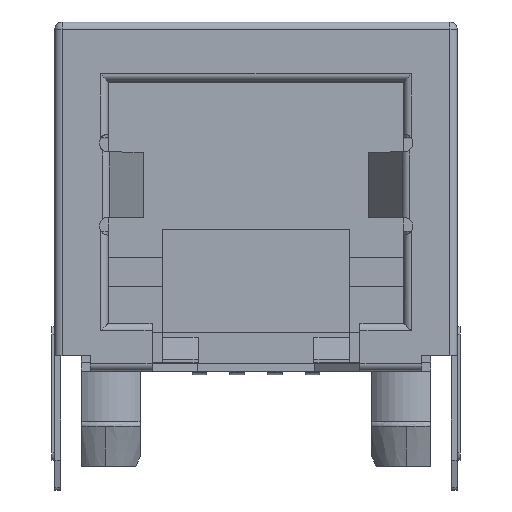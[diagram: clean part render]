
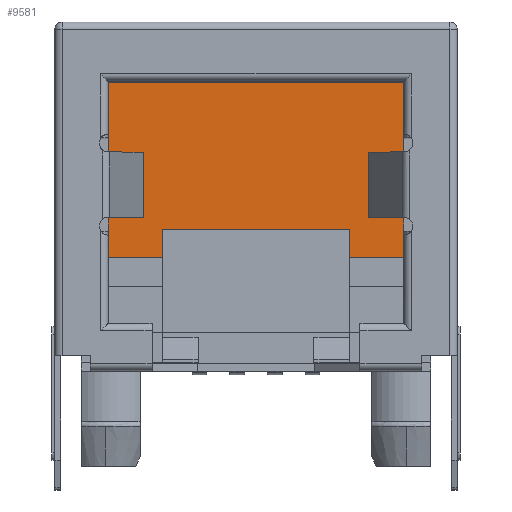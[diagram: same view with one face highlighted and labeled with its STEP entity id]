
A CAD part, top view. The second image highlights one B-rep face of the part: STEP entity #9581.
In plain terms, the highlighted planar face has unit normal (0, 0, 1).
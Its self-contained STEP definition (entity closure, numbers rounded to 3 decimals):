
#256 = CARTESIAN_POINT ( 'NONE',  ( 0., 3.85, -13.15 ) ) ;
#257 = DIRECTION ( 'NONE',  ( -1., 0., 0. ) ) ;
#262 = CARTESIAN_POINT ( 'NONE',  ( 0., 3.85, -13.15 ) ) ;
#263 = CARTESIAN_POINT ( 'NONE',  ( 4.98, 0., -13.15 ) ) ;
#264 = DIRECTION ( 'NONE',  ( 1., 0., 0. ) ) ;
#271 = CARTESIAN_POINT ( 'NONE',  ( -4.98, 0., -13.15 ) ) ;
#273 = DIRECTION ( 'NONE',  ( 0., -1., 0. ) ) ;
#285 = DIRECTION ( 'NONE',  ( 0., -1., 0. ) ) ;
#350 = CARTESIAN_POINT ( 'NONE',  ( -4.98, 0., -13.15 ) ) ;
#356 = CARTESIAN_POINT ( 'NONE',  ( -4.98, 0., -13.15 ) ) ;
#357 = DIRECTION ( 'NONE',  ( 0., -1., 0. ) ) ;
#360 = CARTESIAN_POINT ( 'NONE',  ( 0., 9.75, -13.15 ) ) ;
#361 = DIRECTION ( 'NONE',  ( 1., 0., 0. ) ) ;
#366 = CARTESIAN_POINT ( 'NONE',  ( 4.98, 0., -13.15 ) ) ;
#367 = DIRECTION ( 'NONE',  ( 0., -1., 0. ) ) ;
#372 = CARTESIAN_POINT ( 'NONE',  ( 3.15, 0., -13.15 ) ) ;
#373 = DIRECTION ( 'NONE',  ( 0., 1., 0. ) ) ;
#374 = CARTESIAN_POINT ( 'NONE',  ( 4.98, 0., -13.15 ) ) ;
#376 = DIRECTION ( 'NONE',  ( 0., -1., 0. ) ) ;
#377 = DIRECTION ( 'NONE',  ( 0., -1., 0. ) ) ;
#378 = CARTESIAN_POINT ( 'NONE',  ( -3.15, 0., -13.15 ) ) ;
#379 = DIRECTION ( 'NONE',  ( 0., 1., 0. ) ) ;
#380 = CARTESIAN_POINT ( 'NONE',  ( 0., 4.8, -13.15 ) ) ;
#381 = DIRECTION ( 'NONE',  ( 1., 0., 0. ) ) ;
#2884 = EDGE_LOOP ( 'NONE', ( #10683, #10692, #10689, #10690, #10691, #10688, #10682, #10679, #10680, #10681, #10675, #10674 ) ) ;
#3019 = EDGE_CURVE ( 'NONE', #9204, #9209, #8641, .T. ) ;
#3022 = EDGE_CURVE ( 'NONE', #9203, #9205, #8647, .T. ) ;
#3027 = EDGE_CURVE ( 'NONE', #9315, #9202, #8653, .T. ) ;
#3033 = EDGE_CURVE ( 'NONE', #9314, #9203, #8661, .T. ) ;
#3068 = EDGE_CURVE ( 'NONE', #9191, #9173, #8737, .T. ) ;
#3070 = EDGE_CURVE ( 'NONE', #9191, #9315, #8741, .T. ) ;
#3073 = EDGE_CURVE ( 'NONE', #9187, #9204, #8747, .T. ) ;
#3076 = EDGE_CURVE ( 'NONE', #9209, #9344, #8753, .T. ) ;
#3077 = EDGE_CURVE ( 'NONE', #9202, #9187, #8755, .T. ) ;
#3078 = EDGE_CURVE ( 'NONE', #9173, #9314, #8733, .T. ) ;
#3079 = EDGE_CURVE ( 'NONE', #9205, #9346, #8759, .T. ) ;
#3080 = EDGE_CURVE ( 'NONE', #9346, #9344, #8761, .T. ) ;
#4132 = PLANE ( 'NONE',  #11107 ) ;
#4151 = CARTESIAN_POINT ( 'NONE',  ( 0., 0., -13.15 ) ) ;
#4152 = DIRECTION ( 'NONE',  ( 0., 0., 1. ) ) ;
#4153 = DIRECTION ( 'NONE',  ( 1., 0., 0. ) ) ;
#5966 = CARTESIAN_POINT ( 'NONE',  ( -4.98, 7.85, -13.15 ) ) ;
#5980 = CARTESIAN_POINT ( 'NONE',  ( 4.98, 4.7, -13.15 ) ) ;
#5984 = CARTESIAN_POINT ( 'NONE',  ( -4.98, 9.75, -13.15 ) ) ;
#5995 = CARTESIAN_POINT ( 'NONE',  ( 4.98, 7.85, -13.15 ) ) ;
#5996 = CARTESIAN_POINT ( 'NONE',  ( -4.98, 3.85, -13.15 ) ) ;
#5997 = CARTESIAN_POINT ( 'NONE',  ( 4.98, 3.85, -13.15 ) ) ;
#5998 = CARTESIAN_POINT ( 'NONE',  ( -3.15, 3.85, -13.15 ) ) ;
#6002 = CARTESIAN_POINT ( 'NONE',  ( 3.15, 3.85, -13.15 ) ) ;
#6107 = CARTESIAN_POINT ( 'NONE',  ( -4.98, 4.7, -13.15 ) ) ;
#6108 = CARTESIAN_POINT ( 'NONE',  ( 4.98, 9.75, -13.15 ) ) ;
#6137 = CARTESIAN_POINT ( 'NONE',  ( 3.15, 4.8, -13.15 ) ) ;
#6139 = CARTESIAN_POINT ( 'NONE',  ( -3.15, 4.8, -13.15 ) ) ;
#8641 = LINE ( 'NONE', #256, #8644 ) ;
#8644 = VECTOR ( 'NONE', #257, 1000. ) ;
#8647 = LINE ( 'NONE', #262, #8650 ) ;
#8650 = VECTOR ( 'NONE', #264, 1000. ) ;
#8653 = LINE ( 'NONE', #263, #8660 ) ;
#8660 = VECTOR ( 'NONE', #273, 1000. ) ;
#8661 = LINE ( 'NONE', #271, #8672 ) ;
#8672 = VECTOR ( 'NONE', #285, 1000. ) ;
#8733 = LINE ( 'NONE', #350, #8760 ) ;
#8737 = LINE ( 'NONE', #356, #8740 ) ;
#8740 = VECTOR ( 'NONE', #357, 1000. ) ;
#8741 = LINE ( 'NONE', #360, #8744 ) ;
#8744 = VECTOR ( 'NONE', #361, 1000. ) ;
#8747 = LINE ( 'NONE', #366, #8750 ) ;
#8750 = VECTOR ( 'NONE', #367, 1000. ) ;
#8753 = LINE ( 'NONE', #372, #8756 ) ;
#8755 = LINE ( 'NONE', #374, #8758 ) ;
#8756 = VECTOR ( 'NONE', #373, 1000. ) ;
#8758 = VECTOR ( 'NONE', #376, 1000. ) ;
#8759 = LINE ( 'NONE', #378, #8762 ) ;
#8760 = VECTOR ( 'NONE', #377, 1000. ) ;
#8761 = LINE ( 'NONE', #380, #8764 ) ;
#8762 = VECTOR ( 'NONE', #379, 1000. ) ;
#8764 = VECTOR ( 'NONE', #381, 1000. ) ;
#9173 = VERTEX_POINT ( 'NONE', #5966 ) ;
#9187 = VERTEX_POINT ( 'NONE', #5980 ) ;
#9191 = VERTEX_POINT ( 'NONE', #5984 ) ;
#9202 = VERTEX_POINT ( 'NONE', #5995 ) ;
#9203 = VERTEX_POINT ( 'NONE', #5996 ) ;
#9204 = VERTEX_POINT ( 'NONE', #5997 ) ;
#9205 = VERTEX_POINT ( 'NONE', #5998 ) ;
#9209 = VERTEX_POINT ( 'NONE', #6002 ) ;
#9314 = VERTEX_POINT ( 'NONE', #6107 ) ;
#9315 = VERTEX_POINT ( 'NONE', #6108 ) ;
#9344 = VERTEX_POINT ( 'NONE', #6137 ) ;
#9346 = VERTEX_POINT ( 'NONE', #6139 ) ;
#9581 = ADVANCED_FACE ( 'NONE', ( #10900 ), #4132, .T. ) ;
#10674 = ORIENTED_EDGE ( 'NONE', *, *, #3080, .T. ) ;
#10675 = ORIENTED_EDGE ( 'NONE', *, *, #3079, .T. ) ;
#10679 = ORIENTED_EDGE ( 'NONE', *, *, #3078, .T. ) ;
#10680 = ORIENTED_EDGE ( 'NONE', *, *, #3033, .T. ) ;
#10681 = ORIENTED_EDGE ( 'NONE', *, *, #3022, .T. ) ;
#10682 = ORIENTED_EDGE ( 'NONE', *, *, #3068, .T. ) ;
#10683 = ORIENTED_EDGE ( 'NONE', *, *, #3076, .F. ) ;
#10688 = ORIENTED_EDGE ( 'NONE', *, *, #3070, .F. ) ;
#10689 = ORIENTED_EDGE ( 'NONE', *, *, #3073, .F. ) ;
#10690 = ORIENTED_EDGE ( 'NONE', *, *, #3077, .F. ) ;
#10691 = ORIENTED_EDGE ( 'NONE', *, *, #3027, .F. ) ;
#10692 = ORIENTED_EDGE ( 'NONE', *, *, #3019, .F. ) ;
#10900 = FACE_OUTER_BOUND ( 'NONE', #2884, .T. ) ;
#11107 = AXIS2_PLACEMENT_3D ( 'NONE', #4151, #4152, #4153 ) ;
